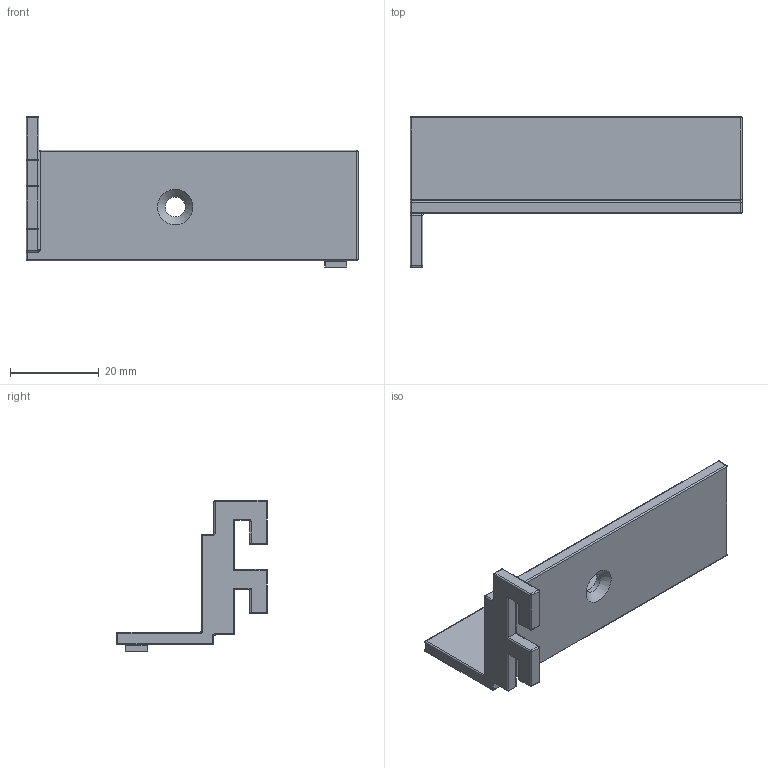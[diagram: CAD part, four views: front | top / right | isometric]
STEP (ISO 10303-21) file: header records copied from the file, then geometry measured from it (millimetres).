
FILE_DESCRIPTION(/* description */ (''),/* implementation_level */ '2;1');
FILE_NAME(/* name */ 'ubiquiti-rail.step',/* time_stamp */ '2025-12-29T14:20:04-08:00',/* author */ (''),/* organization */ (''),/* preprocessor_version */ 'ST-DEVELOPER v20.1',/* originating_system */ 'Autodesk Translation Framework v14.21.0.0',/* authorisation */ '');
FILE_SCHEMA (('AUTOMOTIVE_DESIGN { 1 0 10303 214 3 1 1 }'));
Length unit declared in the file: millimetre
Products named in the file (1): (Unsaved)
Bounding box: 75 x 34.1 x 34.15 mm (x, y, z)
Volume: 10278.4 mm3; surface area: 7999.9 mm2
Topology: 2 solids, 2 shells, 139 faces, 283 edges, 148 vertices
Faces by surface type: cylinder 70, sphere 31, plane 29, torus 7, cone 1, bspline 1
Full cylindrical faces by diameter (mm): 4.5 x1
Entity records: 3640 total; most frequent: DIRECTION 695, CARTESIAN_POINT 645, ORIENTED_EDGE 566, EDGE_CURVE 283, AXIS2_PLACEMENT_3D 275, VERTEX_POINT 148, LINE 145, VECTOR 145
